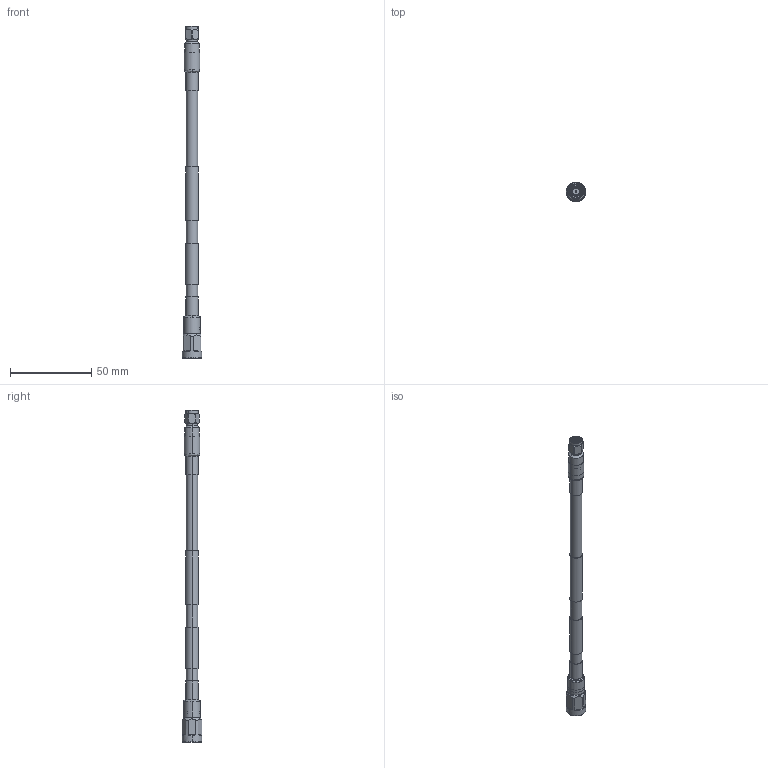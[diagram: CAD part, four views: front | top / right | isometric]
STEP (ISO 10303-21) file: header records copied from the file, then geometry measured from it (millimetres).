
FILE_DESCRIPTION (( 'STEP AP214' ), '1' );
FILE_NAME ('LCCA31042.step', '2022-10-04T19:19:02', ( '' ), ( '' ), 'SwSTEP 2.0', 'SolidWorks 2021', '' );
FILE_SCHEMA (( 'AUTOMOTIVE_DESIGN' ));
Length unit declared in the file: inch
Products named in the file (4): SPP-250-LLPL ^LCCA31042_SPP-250-LLPL;  TC-250-NX10M-LP^LCCA31042_Heat Shrink; LCCA31042; TC-250-SM-LP^LCCA31042_Heat Shrink
Assembly tree (3 placements, depth 2):
  LCCA31042
    SPP-250-LLPL ^LCCA31042_SPP-250-LLPL
    TC-250-SM-LP^LCCA31042_Heat Shrink
     TC-250-NX10M-LP^LCCA31042_Heat Shrink
Bounding box: 12.01 x 12.01 x 204.33 mm (x, y, z)
Volume: 8425.5 mm3; surface area: 8346.3 mm2
Topology: 5 solids, 5 shells, 214 faces, 485 edges, 302 vertices
Faces by surface type: cylinder 107, plane 51, cone 43, bspline 13
Entity records: 8850 total; most frequent: CARTESIAN_POINT 3796, DIRECTION 1053, ORIENTED_EDGE 970, EDGE_CURVE 485, AXIS2_PLACEMENT_3D 439, VERTEX_POINT 302, EDGE_LOOP 241, CIRCLE 232
